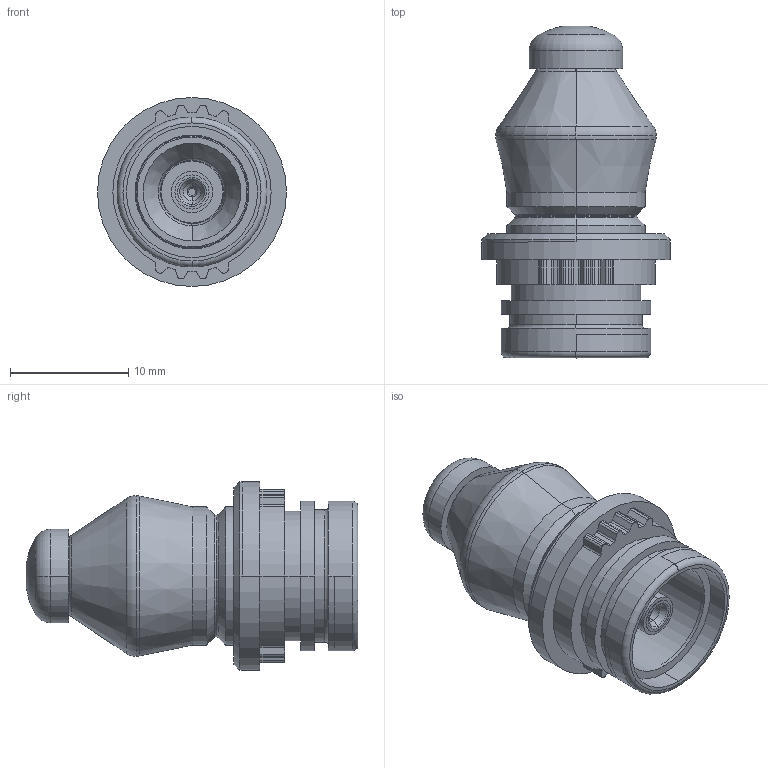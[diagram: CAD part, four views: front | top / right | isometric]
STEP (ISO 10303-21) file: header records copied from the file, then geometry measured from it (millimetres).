
FILE_DESCRIPTION(('STEP AP242'),'1');
FILE_NAME('switch_zce11.stp','2020-01-21T13:25:21',('TraceParts'),('TraceParts S.A.'),'Spatial InterOp 3D',' ',' ');
FILE_SCHEMA(('AP242_MANAGED_MODEL_BASED_3D_ENGINEERING_MIM_LF {1 0 10303 442 1 1 4}'));
Length unit declared in the file: millimetre
Products named in the file (1): switch_zce11_1
Bounding box: 16 x 28.1 x 16 mm (x, y, z)
Volume: 2081.2 mm3; surface area: 3787.8 mm2
Topology: 4 solids, 4 shells, 295 faces, 710 edges, 439 vertices
Faces by surface type: cylinder 118, torus 88, cone 44, plane 41, sphere 4
Entity records: 8771 total; most frequent: DIRECTION 1792, CARTESIAN_POINT 1446, ORIENTED_EDGE 1416, AXIS2_PLACEMENT_3D 785, EDGE_CURVE 708, CIRCLE 486, VERTEX_POINT 439, EDGE_LOOP 317
